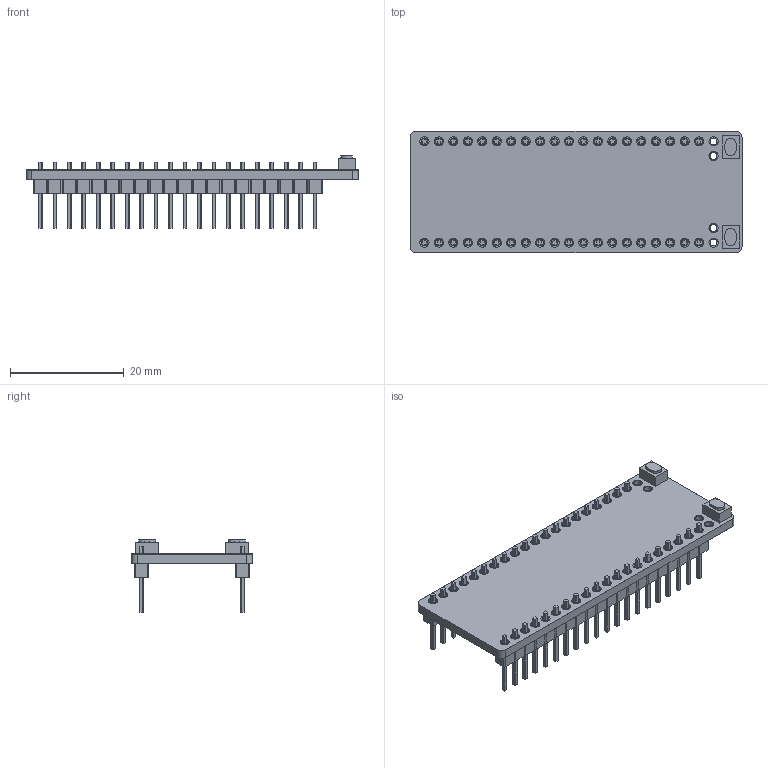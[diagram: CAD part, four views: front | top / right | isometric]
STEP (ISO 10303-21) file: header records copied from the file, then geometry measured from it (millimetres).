
FILE_DESCRIPTION(('Open CASCADE Model'),'2;1');
FILE_NAME('Open CASCADE Shape Model','2024-01-14T16:30:42',('Author'),( 'Open CASCADE'),'Open CASCADE STEP processor 7.7','Open CASCADE 7.7' ,'Unknown');
FILE_SCHEMA(('AUTOMOTIVE_DESIGN { 1 0 10303 214 1 1 1 1 }'));
Length unit declared in the file: millimetre
Products named in the file (225): d2793bde-b2ae-11ee-bf46-010101010000; d2793bdf-b2ae-11ee-b48f-010101010000; d2793bdf-b2ae-11ee-b48f-010101010000_part; d2793be0-b2ae-11ee-ac60-010101010000; d2793be0-b2ae-11ee-ac60-010101010000_part; d2793be1-b2ae-11ee-be86-010101010000; d2793be1-b2ae-11ee-be86-010101010000_part; pin(-26.630000000000003, -8.89); d28058e1-b2ae-11ee-8730-010101010000; d28058e1-b2ae-11ee-8730-010101010000_part; d28058e2-b2ae-11ee-82b5-010101010000; d28058e2-b2ae-11ee-82b5-010101010000_part; pin(-24.090000000000003, -8.89); pin(-21.550000000000004, -8.89); pin(-19.01, -8.89); pin(-16.470000000000002, -8.89); pin(-13.930000000000003, -8.89); pin(-11.390000000000002, -8.89); pin(-8.850000000000001, -8.89); pin(-6.310000000000002, -8.89); pin(-3.770000000000003, -8.89); pin(-1.230000000000004, -8.89); pin(1.3099999999999987, -8.89); pin(3.849999999999998, -8.89); pin(6.390000000000001, -8.89); pin(8.93, -8.89); pin(11.469999999999999, -8.89); pin(14.009999999999998, -8.89); pin(16.549999999999997, -8.89); pin(19.089999999999996, -8.89); pin(21.629999999999995, -8.89); pin(-26.630000000000003, 8.89); pin(-24.090000000000003, 8.89); pin(-21.550000000000004, 8.89); pin(-19.01, 8.89); pin(-16.470000000000002, 8.89); pin(-13.930000000000003, 8.89); pin(-11.390000000000002, 8.89); pin(-8.850000000000001, 8.89); pin(-6.310000000000002, 8.89) ...
Assembly tree (304 placements, depth 4):
  d2793bde-b2ae-11ee-bf46-010101010000
    d2793bdf-b2ae-11ee-b48f-010101010000
      d2793bdf-b2ae-11ee-b48f-010101010000_part
    d2793be0-b2ae-11ee-ac60-010101010000
      d2793be0-b2ae-11ee-ac60-010101010000_part
    d2793be1-b2ae-11ee-be86-010101010000
      d2793be1-b2ae-11ee-be86-010101010000_part
    pin(-26.630000000000003, -8.89)
      d28058e1-b2ae-11ee-8730-010101010000
        d28058e1-b2ae-11ee-8730-010101010000_part
      d28058e2-b2ae-11ee-82b5-010101010000
        d28058e2-b2ae-11ee-82b5-010101010000_part
    pin(-24.090000000000003, -8.89)
      d28058e1-b2ae-11ee-8730-010101010000
        d28058e1-b2ae-11ee-8730-010101010000_part
      d28058e2-b2ae-11ee-82b5-010101010000
        d28058e2-b2ae-11ee-82b5-010101010000_part
    pin(-21.550000000000004, -8.89)
      d28058e1-b2ae-11ee-8730-010101010000
        d28058e1-b2ae-11ee-8730-010101010000_part
      d28058e2-b2ae-11ee-82b5-010101010000
        d28058e2-b2ae-11ee-82b5-010101010000_part
    pin(-19.01, -8.89)
      d28058e1-b2ae-11ee-8730-010101010000
        d28058e1-b2ae-11ee-8730-010101010000_part
      d28058e2-b2ae-11ee-82b5-010101010000
        d28058e2-b2ae-11ee-82b5-010101010000_part
    pin(-16.470000000000002, -8.89)
      d28058e1-b2ae-11ee-8730-010101010000
        d28058e1-b2ae-11ee-8730-010101010000_part
      d28058e2-b2ae-11ee-82b5-010101010000
        d28058e2-b2ae-11ee-82b5-010101010000_part
    pin(-13.930000000000003, -8.89)
      d28058e1-b2ae-11ee-8730-010101010000
        d28058e1-b2ae-11ee-8730-010101010000_part
      d28058e2-b2ae-11ee-82b5-010101010000
        d28058e2-b2ae-11ee-82b5-010101010000_part
    pin(-11.390000000000002, -8.89)
      d28058e1-b2ae-11ee-8730-010101010000
        d28058e1-b2ae-11ee-8730-010101010000_part
      d28058e2-b2ae-11ee-82b5-010101010000
        d28058e2-b2ae-11ee-82b5-010101010000_part
    pin(-8.850000000000001, -8.89)
      d28058e1-b2ae-11ee-8730-010101010000
        d28058e1-b2ae-11ee-8730-010101010000_part
      d28058e2-b2ae-11ee-82b5-010101010000
        d28058e2-b2ae-11ee-82b5-010101010000_part
    pin(-6.310000000000002, -8.89)
      d28058e1-b2ae-11ee-8730-010101010000
        d28058e1-b2ae-11ee-8730-010101010000_part
      d28058e2-b2ae-11ee-82b5-010101010000
        d28058e2-b2ae-11ee-82b5-010101010000_part
    pin(-3.770000000000003, -8.89)
      d28058e1-b2ae-11ee-8730-010101010000
        d28058e1-b2ae-11ee-8730-010101010000_part
      d28058e2-b2ae-11ee-82b5-010101010000
        d28058e2-b2ae-11ee-82b5-010101010000_part
    pin(-1.230000000000004, -8.89)
      d28058e1-b2ae-11ee-8730-010101010000
        d28058e1-b2ae-11ee-8730-010101010000_part
Bounding box: 58.34 x 21.29 x 12.72 mm (x, y, z)
Volume: 2820 mm3; surface area: 11042.9 mm2
Topology: 131 solids, 131 shells, 1162 faces, 2700 edges, 1800 vertices
Faces by surface type: plane 926, cylinder 236
Full cylindrical faces by diameter (mm): 1.2 x44, 1.6 x176
Entity records: 27041 total; most frequent: CARTESIAN_POINT 4727, DIRECTION 4046, ORIENTED_EDGE 1608, PCURVE 1608, DEFINITIONAL_REPRESENTATION 1608, LINE 1476, VECTOR 1476, AXIS2_PLACEMENT_3D 1143
